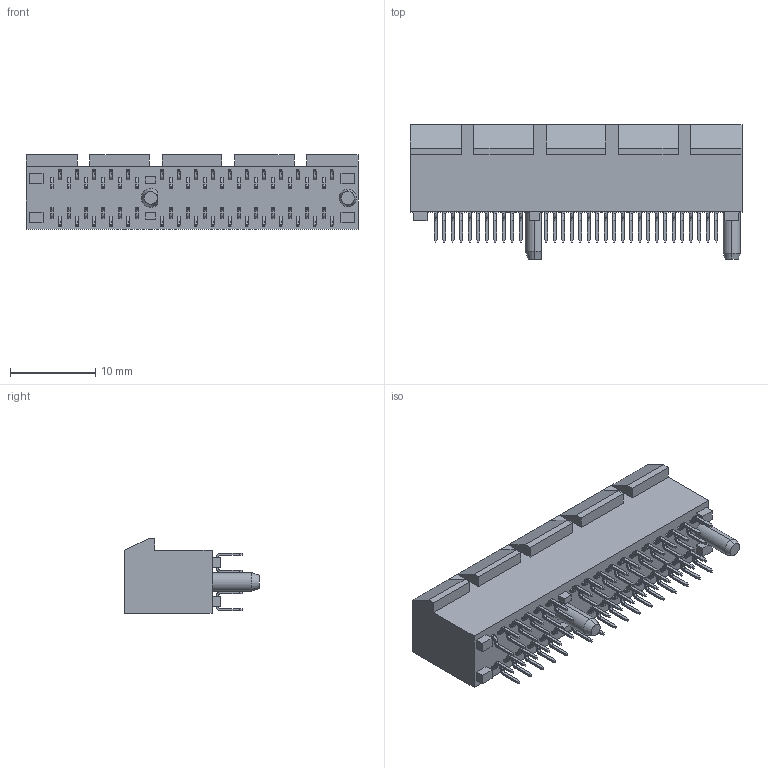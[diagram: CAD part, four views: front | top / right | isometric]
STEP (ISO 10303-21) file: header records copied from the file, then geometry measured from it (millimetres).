
FILE_DESCRIPTION (( 'STEP AP214' ), '1' );
FILE_NAME ('1001878310001TLF.STEP', '2023-04-30T07:41:19', ( '' ), ( '' ), 'SwSTEP 2.0', 'SolidWorks 2021', '' );
FILE_SCHEMA (( 'AUTOMOTIVE_DESIGN' ));
Length unit declared in the file: millimetre
Products named in the file (1): 1001878310001TLF
Bounding box: 39 x 15.8 x 8.8 mm (x, y, z)
Volume: 2665.7 mm3; surface area: 2583.6 mm2
Topology: 65 solids, 65 shells, 1113 faces, 2899 edges, 1926 vertices
Faces by surface type: plane 848, cylinder 261, cone 4
Entity records: 45394 total; most frequent: CARTESIAN_POINT 5954, ORIENTED_EDGE 5798, DIRECTION 5652, EDGE_CURVE 2899, VECTOR 2372, LINE 2372, VERTEX_POINT 1926, AXIS2_PLACEMENT_3D 1640
